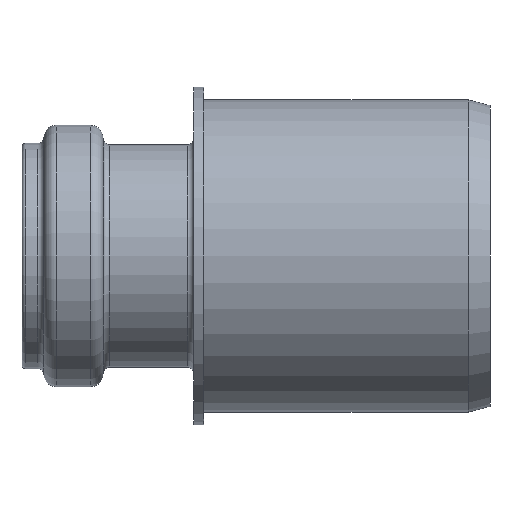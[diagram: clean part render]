
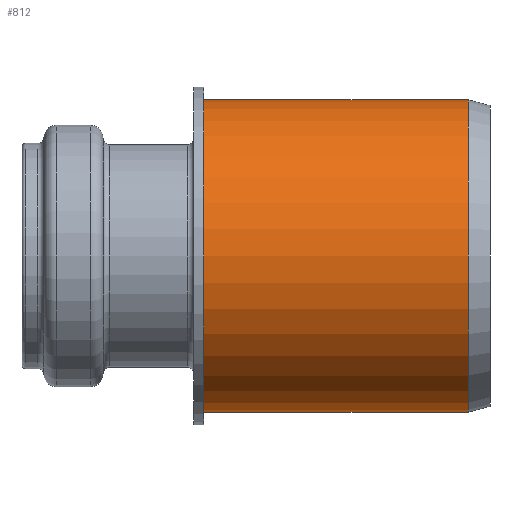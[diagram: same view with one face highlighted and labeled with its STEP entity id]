
A CAD part, left-side view. The second image highlights one B-rep face of the part: STEP entity #812.
In plain terms, the highlighted cylindrical face has radius 25.1 mm (diameter 50.2 mm), a full revolution.
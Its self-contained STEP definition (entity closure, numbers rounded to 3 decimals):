
#58=LINE('',#1587,#77);
#77=VECTOR('',#1281,25.1);
#90=CYLINDRICAL_SURFACE('',#973,25.1);
#128=FACE_OUTER_BOUND('',#174,.T.);
#174=EDGE_LOOP('',(#746,#747,#748,#749,#750,#751));
#277=CIRCLE('',#971,25.1);
#278=CIRCLE('',#972,25.1);
#279=CIRCLE('',#974,25.1);
#280=CIRCLE('',#975,25.1);
#372=VERTEX_POINT('',#1578);
#373=VERTEX_POINT('',#1579);
#374=VERTEX_POINT('',#1583);
#375=VERTEX_POINT('',#1584);
#498=EDGE_CURVE('',#372,#373,#277,.T.);
#499=EDGE_CURVE('',#373,#372,#278,.T.);
#500=EDGE_CURVE('',#374,#375,#279,.T.);
#501=EDGE_CURVE('',#375,#374,#280,.T.);
#502=EDGE_CURVE('',#375,#373,#58,.T.);
#746=ORIENTED_EDGE('',*,*,#500,.F.);
#747=ORIENTED_EDGE('',*,*,#501,.F.);
#748=ORIENTED_EDGE('',*,*,#502,.T.);
#749=ORIENTED_EDGE('',*,*,#499,.T.);
#750=ORIENTED_EDGE('',*,*,#498,.T.);
#751=ORIENTED_EDGE('',*,*,#502,.F.);
#812=ADVANCED_FACE('',(#128),#90,.T.);
#971=AXIS2_PLACEMENT_3D('',#1580,#1271,#1272);
#972=AXIS2_PLACEMENT_3D('',#1581,#1273,#1274);
#973=AXIS2_PLACEMENT_3D('',#1582,#1275,#1276);
#974=AXIS2_PLACEMENT_3D('',#1585,#1277,#1278);
#975=AXIS2_PLACEMENT_3D('',#1586,#1279,#1280);
#1271=DIRECTION('center_axis',(0.,-1.,0.));
#1272=DIRECTION('ref_axis',(1.,0.,0.));
#1273=DIRECTION('center_axis',(0.,-1.,0.));
#1274=DIRECTION('ref_axis',(1.,0.,0.));
#1275=DIRECTION('center_axis',(0.,-1.,0.));
#1276=DIRECTION('ref_axis',(1.,0.,0.));
#1277=DIRECTION('center_axis',(0.,-1.,0.));
#1278=DIRECTION('ref_axis',(1.,0.,0.));
#1279=DIRECTION('center_axis',(0.,-1.,0.));
#1280=DIRECTION('ref_axis',(1.,0.,0.));
#1281=DIRECTION('',(0.,1.,0.));
#1578=CARTESIAN_POINT('',(25.1,46.,0.));
#1579=CARTESIAN_POINT('',(-25.1,46.,0.));
#1580=CARTESIAN_POINT('Origin',(0.,46.,0.));
#1581=CARTESIAN_POINT('Origin',(0.,46.,0.));
#1582=CARTESIAN_POINT('Origin',(0.,25.05,0.));
#1583=CARTESIAN_POINT('',(25.1,3.5,0.));
#1584=CARTESIAN_POINT('',(-25.1,3.5,0.));
#1585=CARTESIAN_POINT('Origin',(0.,3.5,0.));
#1586=CARTESIAN_POINT('Origin',(0.,3.5,0.));
#1587=CARTESIAN_POINT('',(-25.1,25.05,0.));
